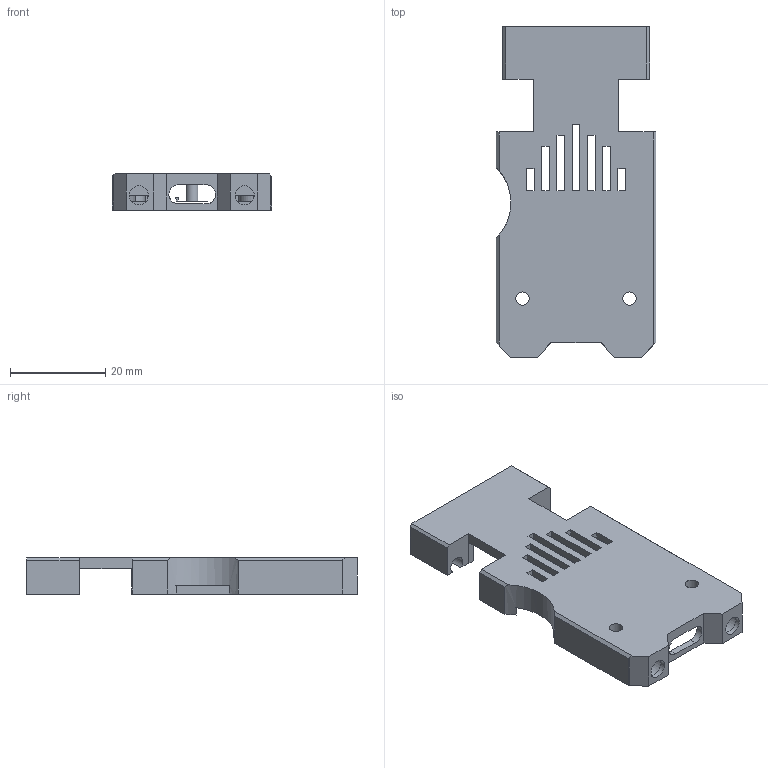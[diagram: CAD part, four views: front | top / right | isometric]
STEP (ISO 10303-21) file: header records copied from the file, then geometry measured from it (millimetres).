
FILE_DESCRIPTION(/* description */ (''),/* implementation_level */ '2;1');
FILE_NAME(/* name */ 'FujiNet RS232-Rev1b Case Top.step',/* time_stamp */ '2025-10-01T08:23:31-07:00',/* author */ (''),/* organization */ (''),/* preprocessor_version */ 'ST-DEVELOPER v20.1',/* originating_system */ 'Autodesk Translation Framework v14.17.0.0',/* authorisation */ '');
FILE_SCHEMA (('AUTOMOTIVE_DESIGN { 1 0 10303 214 3 1 1 }'));
Length unit declared in the file: millimetre
Products named in the file (1): FujiNet RS232 Top Rev1b.f3d
Bounding box: 33.5 x 69.4 x 7.6 mm (x, y, z)
Volume: 5544 mm3; surface area: 7135.4 mm2
Topology: 1 solids, 1 shells, 141 faces, 402 edges, 266 vertices
Faces by surface type: plane 123, cylinder 13, bspline 4, cone 1
Full cylindrical faces by diameter (mm): 2.517 x1, 2.817 x2, 3.517 x2, 4.011 x2, 6.017 x2
Entity records: 4648 total; most frequent: CARTESIAN_POINT 866, ORIENTED_EDGE 804, DIRECTION 721, EDGE_CURVE 402, LINE 355, VECTOR 355, VERTEX_POINT 266, AXIS2_PLACEMENT_3D 183
